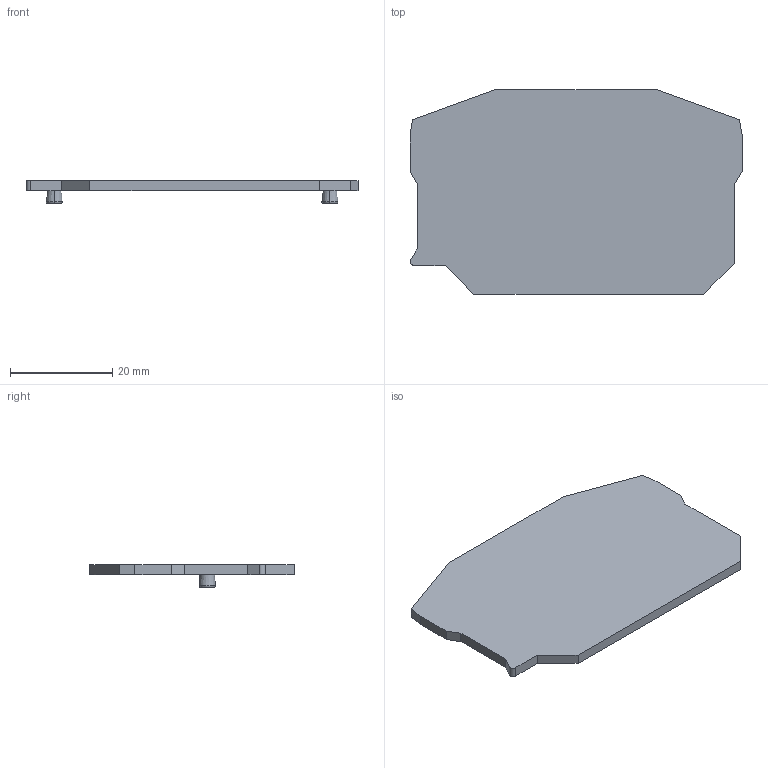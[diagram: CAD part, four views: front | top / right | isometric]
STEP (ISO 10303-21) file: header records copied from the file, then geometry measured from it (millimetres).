
FILE_DESCRIPTION((''),'2;1');
FILE_NAME('ZRK60AP_STEP','2008-08-22T',('Stollb'),(''),'PRO/ENGINEER BY PARAMETRIC TECHNOLOGY CORPORATION, 2007390','PRO/ENGINEER BY PARAMETRIC TECHNOLOGY CORPORATION, 2007390','');
FILE_SCHEMA(('CONFIG_CONTROL_DESIGN'));
Length unit declared in the file: millimetre
Products named in the file (1): ZRK60AP_STEP
Bounding box: 65 x 40 x 4.5 mm (x, y, z)
Volume: 4763.9 mm3; surface area: 5181.6 mm2
Topology: 1 solids, 1 shells, 41 faces, 99 edges, 60 vertices
Faces by surface type: plane 20, cone 8, cylinder 5, torus 4, sphere 4
Entity records: 1201 total; most frequent: DIRECTION 211, CARTESIAN_POINT 196, ORIENTED_EDGE 190, EDGE_CURVE 95, AXIS2_PLACEMENT_3D 75, VECTOR 61, LINE 61, VERTEX_POINT 60
